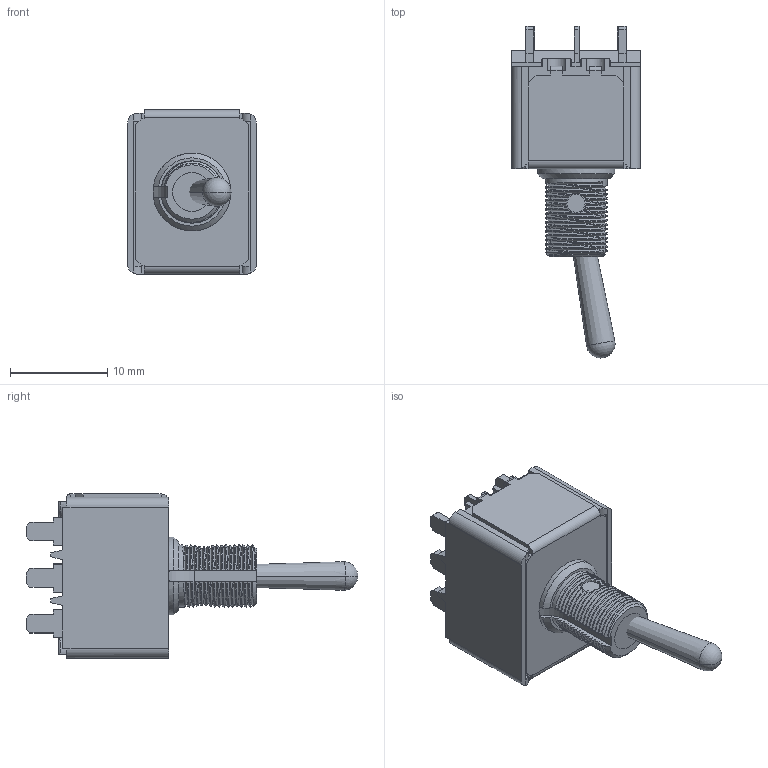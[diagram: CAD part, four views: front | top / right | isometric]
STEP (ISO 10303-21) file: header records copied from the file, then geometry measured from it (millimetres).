
FILE_DESCRIPTION((''),'2;1');
FILE_NAME('5656A','2014-12-15T',('brevel'),(''),'PRO/ENGINEER BY PARAMETRIC TECHNOLOGY CORPORATION, 2013410','PRO/ENGINEER BY PARAMETRIC TECHNOLOGY CORPORATION, 2013410','');
FILE_SCHEMA(('CONFIG_CONTROL_DESIGN'));
Length unit declared in the file: millimetre
Products named in the file (1): 5656A
Bounding box: 13.2 x 34.06 x 16.85 mm (x, y, z)
Surface area: 2552.3 mm2 (no closed solid volume)
Topology: 0 solids, 15 shells, 357 faces, 1085 edges, 740 vertices
Faces by surface type: plane 223, cylinder 63, bspline 58, cone 7, torus 4, sphere 2
Entity records: 17121 total; most frequent: CARTESIAN_POINT 8060, ORIENTED_EDGE 2033, DIRECTION 1526, EDGE_CURVE 1083, VERTEX_POINT 740, VECTOR 692, LINE 692, AXIS2_PLACEMENT_3D 417
